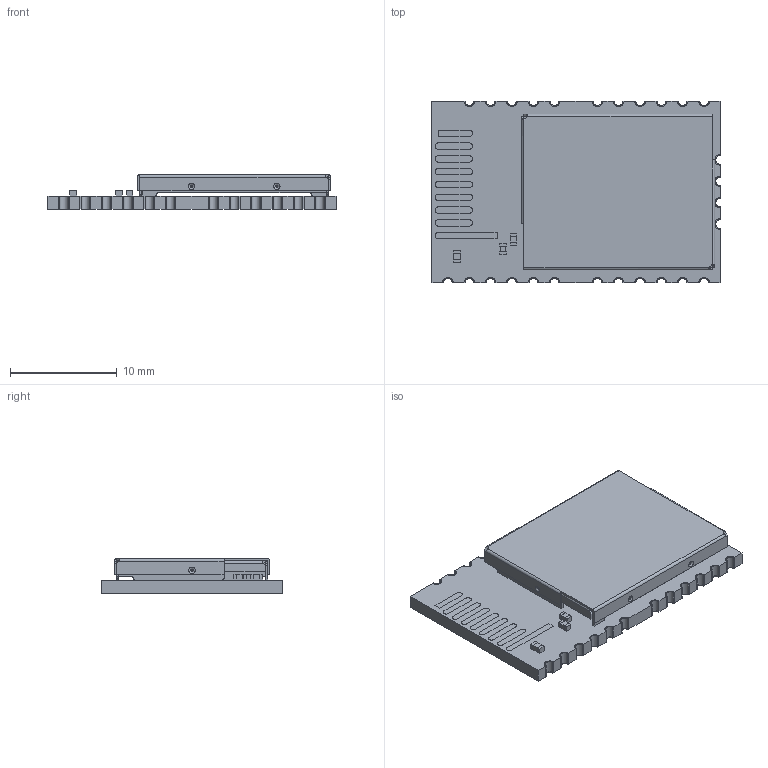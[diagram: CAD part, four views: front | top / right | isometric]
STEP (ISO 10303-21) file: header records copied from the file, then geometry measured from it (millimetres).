
FILE_DESCRIPTION(/* description */ ('Unknown'),/* implementation_level */ '2;1');
FILE_NAME(/* name */ '2609011181001',/* time_stamp */ '2018-08-06T09:33:33+02:00',/* author */ ('Unknown'),/* organization */ ('Unknown'),/* preprocessor_version */ 'ST-DEVELOPER v16.7',/* originating_system */ 'DEX',/* authorisation */ $);
FILE_SCHEMA (('AUTOMOTIVE_DESIGN {1 0 10303 214 3 1 1}'));
Length unit declared in the file: millimetre
Products named in the file (8): 2609011181001; PCB; ShieldingCabinet; AMB005F; AMB005C; solderPin; part_small_1; part_small_2
Assembly tree (34 placements, depth 3):
  2609011181001
    PCB
    ShieldingCabinet
      AMB005F
      AMB005C
    solderPin  x27
    part_small_1
    part_small_2  x2
Bounding box: 27 x 17 x 3.25 mm (x, y, z)
Volume: 671.7 mm3; surface area: 2325.5 mm2
Topology: 33 solids, 33 shells, 745 faces, 1802 edges, 1144 vertices
Faces by surface type: plane 538, cylinder 159, torus 24, bspline 12, cone 12
Full cylindrical faces by diameter (mm): 0.8 x6
Entity records: 14532 total; most frequent: CARTESIAN_POINT 2738, DIRECTION 2342, ORIENTED_EDGE 2280, EDGE_CURVE 1140, LINE 878, VECTOR 878, VERTEX_POINT 744, AXIS2_PLACEMENT_3D 732
